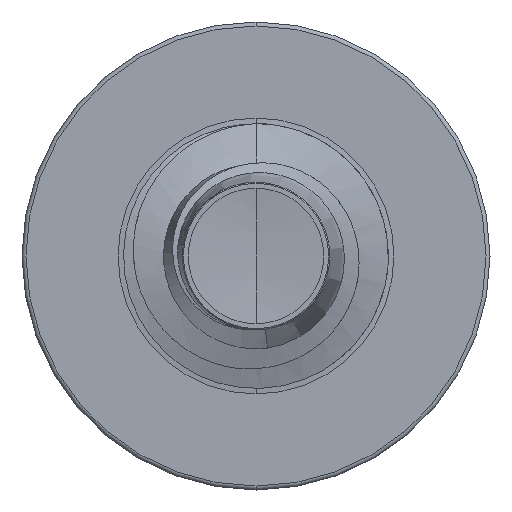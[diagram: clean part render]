
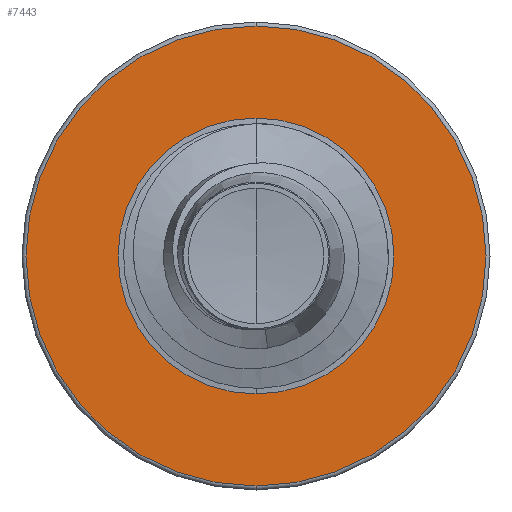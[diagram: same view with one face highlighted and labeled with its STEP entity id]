
A CAD part, front view. The second image highlights one B-rep face of the part: STEP entity #7443.
In plain terms, the highlighted planar face has unit normal (0, -1, 0).
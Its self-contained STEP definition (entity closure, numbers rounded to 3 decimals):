
#22 = CARTESIAN_POINT ( 'NONE',  ( 0., 3., -2.605 ) ) ;
#734 = DIRECTION ( 'NONE',  ( 0., 0., 1. ) ) ;
#742 = DIRECTION ( 'NONE',  ( 0., 1., 0. ) ) ;
#753 = CARTESIAN_POINT ( 'NONE',  ( 0., 3., 0. ) ) ;
#793 = DIRECTION ( 'NONE',  ( 0., 0., 1. ) ) ;
#795 = DIRECTION ( 'NONE',  ( 0., 1., 0. ) ) ;
#815 = CARTESIAN_POINT ( 'NONE',  ( 0., 3., 0. ) ) ;
#1001 = AXIS2_PLACEMENT_3D ( 'NONE', #7445, #7442, #7436 ) ;
#1142 = DIRECTION ( 'NONE',  ( 0., 0., 1. ) ) ;
#1153 = DIRECTION ( 'NONE',  ( 0., 1., 0. ) ) ;
#1191 = AXIS2_PLACEMENT_3D ( 'NONE', #9381, #9375, #9366 ) ;
#1214 = CARTESIAN_POINT ( 'NONE',  ( 0., 3., -1.562 ) ) ;
#1421 = PLANE ( 'NONE',  #2657 ) ;
#1496 = AXIS2_PLACEMENT_3D ( 'NONE', #753, #742, #734 ) ;
#1938 = ORIENTED_EDGE ( 'NONE', *, *, #8639, .T. ) ;
#2657 = AXIS2_PLACEMENT_3D ( 'NONE', #1214, #1153, #1142 ) ;
#2814 = CARTESIAN_POINT ( 'NONE',  ( 0., 3., 1.562 ) ) ;
#3011 = VERTEX_POINT ( 'NONE', #5594 ) ;
#3288 = CIRCLE ( 'NONE', #1496, 2.605 ) ;
#3389 = CARTESIAN_POINT ( 'NONE',  ( 0., 3., 2.605 ) ) ;
#4208 = AXIS2_PLACEMENT_3D ( 'NONE', #815, #795, #793 ) ;
#4568 = ORIENTED_EDGE ( 'NONE', *, *, #8497, .T. ) ;
#4582 = FACE_BOUND ( 'NONE', #8685, .T. ) ;
#5594 = CARTESIAN_POINT ( 'NONE',  ( 0., 3., -1.562 ) ) ;
#6459 = ORIENTED_EDGE ( 'NONE', *, *, #8866, .F. ) ;
#7161 = CIRCLE ( 'NONE', #1001, 2.605 ) ;
#7436 = DIRECTION ( 'NONE',  ( 0., 0., 1. ) ) ;
#7442 = DIRECTION ( 'NONE',  ( 0., 1., 0. ) ) ;
#7443 = ADVANCED_FACE ( 'NONE', ( #10001, #4582 ), #1421, .F. ) ;
#7445 = CARTESIAN_POINT ( 'NONE',  ( 0., 3., 0. ) ) ;
#7638 = VERTEX_POINT ( 'NONE', #2814 ) ;
#7810 = VERTEX_POINT ( 'NONE', #22 ) ;
#8045 = ORIENTED_EDGE ( 'NONE', *, *, #8498, .F. ) ;
#8304 = EDGE_LOOP ( 'NONE', ( #6459, #8045 ) ) ;
#8497 = EDGE_CURVE ( 'NONE', #3011, #7638, #8847, .T. ) ;
#8498 = EDGE_CURVE ( 'NONE', #7810, #9244, #3288, .T. ) ;
#8639 = EDGE_CURVE ( 'NONE', #7638, #3011, #9490, .T. ) ;
#8685 = EDGE_LOOP ( 'NONE', ( #1938, #4568 ) ) ;
#8847 = CIRCLE ( 'NONE', #4208, 1.562 ) ;
#8866 = EDGE_CURVE ( 'NONE', #9244, #7810, #7161, .T. ) ;
#9244 = VERTEX_POINT ( 'NONE', #3389 ) ;
#9366 = DIRECTION ( 'NONE',  ( 0., 0., 1. ) ) ;
#9375 = DIRECTION ( 'NONE',  ( 0., 1., 0. ) ) ;
#9381 = CARTESIAN_POINT ( 'NONE',  ( 0., 3., 0. ) ) ;
#9490 = CIRCLE ( 'NONE', #1191, 1.562 ) ;
#10001 = FACE_OUTER_BOUND ( 'NONE', #8304, .T. ) ;
